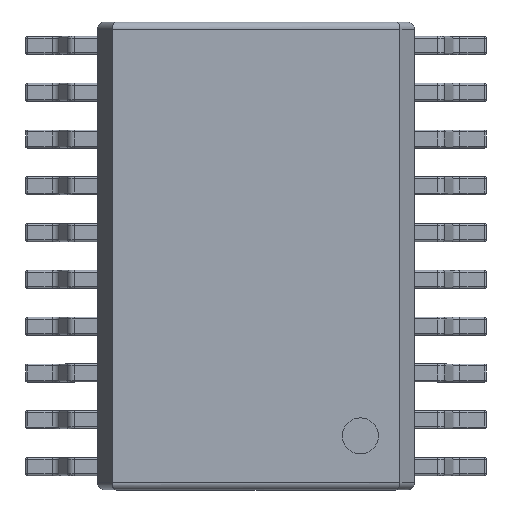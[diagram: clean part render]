
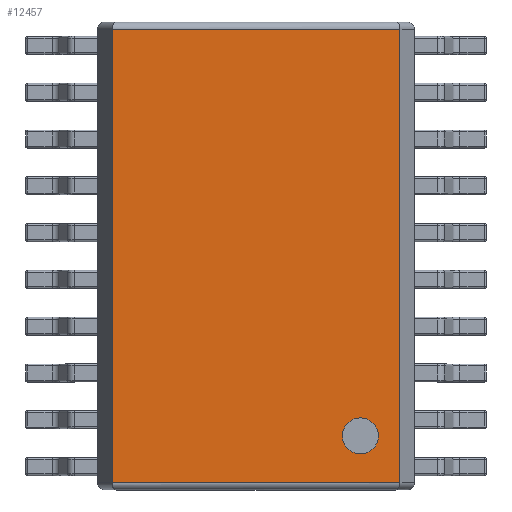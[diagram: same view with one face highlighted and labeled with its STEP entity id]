
A CAD part, top view. The second image highlights one B-rep face of the part: STEP entity #12457.
In plain terms, the highlighted planar face has unit normal (0, 0, 1).
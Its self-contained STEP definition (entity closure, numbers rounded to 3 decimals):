
#274=FACE_BOUND('',#1384,.T.);
#295=PLANE('',#13377);
#515=FACE_OUTER_BOUND('',#1383,.T.);
#1383=EDGE_LOOP('',(#8074,#8075,#8076,#8077));
#1384=EDGE_LOOP('',(#8078,#8079));
#2242=LINE('',#19843,#3163);
#2261=LINE('',#19891,#3182);
#2263=LINE('',#19895,#3184);
#2264=LINE('',#19896,#3185);
#3163=VECTOR('',#15225,10.);
#3182=VECTOR('',#15274,10.);
#3184=VECTOR('',#15278,10.);
#3185=VECTOR('',#15279,10.);
#4081=CIRCLE('',#13353,0.25);
#4082=CIRCLE('',#13354,0.25);
#5045=VERTEX_POINT('',#19821);
#5046=VERTEX_POINT('',#19822);
#5053=VERTEX_POINT('',#19841);
#5054=VERTEX_POINT('',#19842);
#5068=VERTEX_POINT('',#19890);
#5069=VERTEX_POINT('',#19894);
#6121=EDGE_CURVE('',#5045,#5046,#4081,.T.);
#6122=EDGE_CURVE('',#5046,#5045,#4082,.T.);
#6130=EDGE_CURVE('',#5053,#5054,#2242,.T.);
#6155=EDGE_CURVE('',#5054,#5068,#2261,.T.);
#6157=EDGE_CURVE('',#5069,#5053,#2263,.T.);
#6158=EDGE_CURVE('',#5068,#5069,#2264,.T.);
#8074=ORIENTED_EDGE('',*,*,#6130,.F.);
#8075=ORIENTED_EDGE('',*,*,#6157,.F.);
#8076=ORIENTED_EDGE('',*,*,#6158,.F.);
#8077=ORIENTED_EDGE('',*,*,#6155,.F.);
#8078=ORIENTED_EDGE('',*,*,#6121,.T.);
#8079=ORIENTED_EDGE('',*,*,#6122,.T.);
#12457=ADVANCED_FACE('',(#515,#274),#295,.T.);
#13353=AXIS2_PLACEMENT_3D('',#19823,#15204,#15205);
#13354=AXIS2_PLACEMENT_3D('',#19824,#15206,#15207);
#13377=AXIS2_PLACEMENT_3D('',#19893,#15276,#15277);
#15204=DIRECTION('center_axis',(0.,0.,-1.));
#15205=DIRECTION('ref_axis',(1.,0.,0.));
#15206=DIRECTION('center_axis',(0.,0.,-1.));
#15207=DIRECTION('ref_axis',(1.,0.,0.));
#15225=DIRECTION('',(1.,0.,0.));
#15274=DIRECTION('',(0.,-1.,0.));
#15276=DIRECTION('center_axis',(0.,0.,1.));
#15277=DIRECTION('ref_axis',(1.,0.,0.));
#15278=DIRECTION('',(0.,1.,0.));
#15279=DIRECTION('',(-1.,0.,0.));
#19821=CARTESIAN_POINT('',(1.7,-2.5,1.2));
#19822=CARTESIAN_POINT('',(1.2,-2.5,1.2));
#19823=CARTESIAN_POINT('Origin',(1.45,-2.5,1.2));
#19824=CARTESIAN_POINT('Origin',(1.45,-2.5,1.2));
#19841=CARTESIAN_POINT('',(-2.,3.15,1.2));
#19842=CARTESIAN_POINT('',(2.,3.15,1.2));
#19843=CARTESIAN_POINT('',(1.1,3.15,1.2));
#19890=CARTESIAN_POINT('',(2.,-3.15,1.2));
#19891=CARTESIAN_POINT('',(2.,-1.625,1.2));
#19893=CARTESIAN_POINT('Origin',(0.,0.,
1.2));
#19894=CARTESIAN_POINT('',(-2.,-3.15,1.2));
#19895=CARTESIAN_POINT('',(-2.,1.625,1.2));
#19896=CARTESIAN_POINT('',(-1.1,-3.15,1.2));
